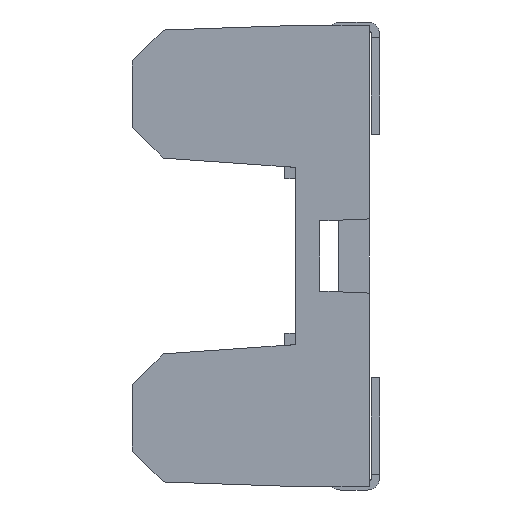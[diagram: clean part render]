
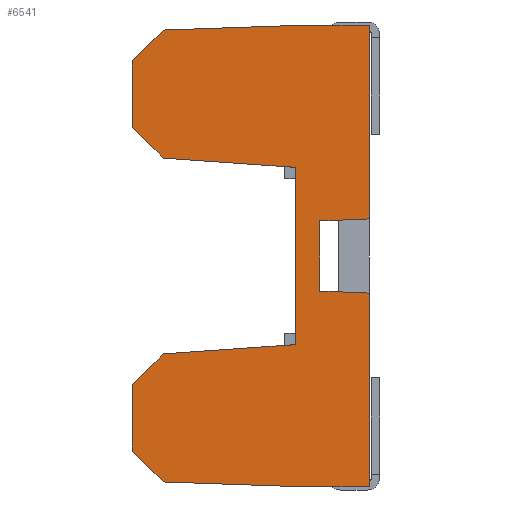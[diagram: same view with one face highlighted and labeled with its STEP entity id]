
A CAD part, left-side view. The second image highlights one B-rep face of the part: STEP entity #6541.
In plain terms, the highlighted planar face has unit normal (-1, 0.026, 0).
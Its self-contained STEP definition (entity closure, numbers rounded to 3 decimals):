
#4 = CARTESIAN_POINT ( 'NONE',  ( -9.506, 3.6, -22.2 ) ) ;
#9 = DIRECTION ( 'NONE',  ( -0.019, -0.707, 0.707 ) ) ;
#35 = LINE ( 'NONE', #3591, #3533 ) ;
#44 = CARTESIAN_POINT ( 'NONE',  ( -9.6, 0., -13. ) ) ;
#367 = VERTEX_POINT ( 'NONE', #1352 ) ;
#382 = VECTOR ( 'NONE', #9, 1000. ) ;
#395 = ORIENTED_EDGE ( 'NONE', *, *, #7006, .T. ) ;
#641 = VECTOR ( 'NONE', #10846, 1000. ) ;
#647 = EDGE_CURVE ( 'NONE', #11444, #3321, #7760, .T. ) ;
#882 = LINE ( 'NONE', #9585, #5454 ) ;
#978 = LINE ( 'NONE', #3733, #3708 ) ;
#979 = CARTESIAN_POINT ( 'NONE',  ( -9.519, 3.1, 0. ) ) ;
#994 = DIRECTION ( 'NONE',  ( 0.019, 0.707, -0.707 ) ) ;
#1049 = VERTEX_POINT ( 'NONE', #3303 ) ;
#1268 = DIRECTION ( 'NONE',  ( -0.026, -0.999, 0.035 ) ) ;
#1322 = VERTEX_POINT ( 'NONE', #4413 ) ;
#1352 = CARTESIAN_POINT ( 'NONE',  ( -9.299, 11.5, -17.448 ) ) ;
#1413 = VERTEX_POINT ( 'NONE', #2468 ) ;
#1527 = VERTEX_POINT ( 'NONE', #8574 ) ;
#1626 = EDGE_LOOP ( 'NONE', ( #1822, #10140, #5622, #8463, #5020, #7421, #4386, #9143, #395, #1890, #4071, #8468, #1984, #10335, #6982, #4338, #1996, #10567 ) ) ;
#1674 = CARTESIAN_POINT ( 'NONE',  ( -9.299, 11.5, -0.2 ) ) ;
#1695 = CARTESIAN_POINT ( 'NONE',  ( -9.299, 11.5, -20.659 ) ) ;
#1697 = EDGE_CURVE ( 'NONE', #1826, #3188, #2290, .T. ) ;
#1750 = EDGE_CURVE ( 'NONE', #3321, #5843, #978, .T. ) ;
#1757 = EDGE_CURVE ( 'NONE', #9007, #1322, #8981, .T. ) ;
#1822 = ORIENTED_EDGE ( 'NONE', *, *, #2248, .T. ) ;
#1826 = VERTEX_POINT ( 'NONE', #3784 ) ;
#1890 = ORIENTED_EDGE ( 'NONE', *, *, #10515, .T. ) ;
#1978 = DIRECTION ( 'NONE',  ( 0., 0., 1. ) ) ;
#1984 = ORIENTED_EDGE ( 'NONE', *, *, #2648, .F. ) ;
#1996 = ORIENTED_EDGE ( 'NONE', *, *, #647, .F. ) ;
#2048 = EDGE_CURVE ( 'NONE', #1527, #1826, #8797, .T. ) ;
#2137 = FACE_OUTER_BOUND ( 'NONE', #1626, .T. ) ;
#2248 = EDGE_CURVE ( 'NONE', #1413, #3051, #35, .T. ) ;
#2290 = LINE ( 'NONE', #4901, #382 ) ;
#2468 = CARTESIAN_POINT ( 'NONE',  ( -9.6, 0., 0. ) ) ;
#2587 = EDGE_CURVE ( 'NONE', #11444, #1413, #10422, .T. ) ;
#2648 = EDGE_CURVE ( 'NONE', #1049, #7980, #3609, .T. ) ;
#2784 = VECTOR ( 'NONE', #10850, 1000. ) ;
#3051 = VERTEX_POINT ( 'NONE', #979 ) ;
#3188 = VERTEX_POINT ( 'NONE', #9492 ) ;
#3276 = CARTESIAN_POINT ( 'NONE',  ( -9.519, 3.1, -22.4 ) ) ;
#3303 = CARTESIAN_POINT ( 'NONE',  ( -9.6, 0., -22.4 ) ) ;
#3311 = CARTESIAN_POINT ( 'NONE',  ( -9.6, 0., -0.2 ) ) ;
#3321 = VERTEX_POINT ( 'NONE', #5286 ) ;
#3533 = VECTOR ( 'NONE', #11197, 1000. ) ;
#3560 = CARTESIAN_POINT ( 'NONE',  ( -9.506, 3.6, -6.9 ) ) ;
#3591 = CARTESIAN_POINT ( 'NONE',  ( -8.943, 25.09, 0. ) ) ;
#3609 = LINE ( 'NONE', #9613, #9317 ) ;
#3619 = LINE ( 'NONE', #4, #641 ) ;
#3708 = VECTOR ( 'NONE', #5418, 1000. ) ;
#3733 = CARTESIAN_POINT ( 'NONE',  ( -9.537, 2.4, -22.2 ) ) ;
#3784 = CARTESIAN_POINT ( 'NONE',  ( -9.299, 11.5, -1.741 ) ) ;
#3955 = CARTESIAN_POINT ( 'NONE',  ( -8.943, 25.09, -0.768 ) ) ;
#4008 = CARTESIAN_POINT ( 'NONE',  ( -9.6, 0., -22.2 ) ) ;
#4071 = ORIENTED_EDGE ( 'NONE', *, *, #10566, .T. ) ;
#4238 = CARTESIAN_POINT ( 'NONE',  ( -8.943, 25.09, -11.955 ) ) ;
#4287 = CARTESIAN_POINT ( 'NONE',  ( -8.943, 25.09, -10.445 ) ) ;
#4338 = ORIENTED_EDGE ( 'NONE', *, *, #1750, .F. ) ;
#4364 = LINE ( 'NONE', #4238, #4711 ) ;
#4386 = ORIENTED_EDGE ( 'NONE', *, *, #9859, .F. ) ;
#4413 = CARTESIAN_POINT ( 'NONE',  ( -9.338, 10., -15.948 ) ) ;
#4438 = VECTOR ( 'NONE', #7699, 1000. ) ;
#4440 = LINE ( 'NONE', #5436, #6454 ) ;
#4462 = LINE ( 'NONE', #9728, #5309 ) ;
#4491 = LINE ( 'NONE', #8012, #5986 ) ;
#4526 = PLANE ( 'NONE',  #10521 ) ;
#4595 = VERTEX_POINT ( 'NONE', #7979 ) ;
#4711 = VECTOR ( 'NONE', #9631, 1000. ) ;
#4783 = CARTESIAN_POINT ( 'NONE',  ( -8.943, 25.09, -5.397 ) ) ;
#4901 = CARTESIAN_POINT ( 'NONE',  ( -9.339, 9.959, -0.2 ) ) ;
#4924 = VECTOR ( 'NONE', #10374, 1000. ) ;
#5020 = ORIENTED_EDGE ( 'NONE', *, *, #6495, .F. ) ;
#5286 = CARTESIAN_POINT ( 'NONE',  ( -9.537, 2.4, -9.5 ) ) ;
#5309 = VECTOR ( 'NONE', #10482, 1000. ) ;
#5418 = DIRECTION ( 'NONE',  ( 0., 0., -1. ) ) ;
#5436 = CARTESIAN_POINT ( 'NONE',  ( -9.339, 9.959, -22.2 ) ) ;
#5454 = VECTOR ( 'NONE', #8709, 1000. ) ;
#5577 = LINE ( 'NONE', #5744, #7204 ) ;
#5622 = ORIENTED_EDGE ( 'NONE', *, *, #1697, .F. ) ;
#5744 = CARTESIAN_POINT ( 'NONE',  ( -9.299, 11.5, -22.2 ) ) ;
#5843 = VERTEX_POINT ( 'NONE', #6081 ) ;
#5879 = LINE ( 'NONE', #4008, #4924 ) ;
#5936 = VECTOR ( 'NONE', #7868, 1000. ) ;
#5986 = VECTOR ( 'NONE', #994, 1000. ) ;
#6081 = CARTESIAN_POINT ( 'NONE',  ( -9.537, 2.4, -12.9 ) ) ;
#6232 = CARTESIAN_POINT ( 'NONE',  ( -9.6, 0., -9.4 ) ) ;
#6436 = EDGE_CURVE ( 'NONE', #8834, #1049, #5879, .T. ) ;
#6445 = VERTEX_POINT ( 'NONE', #9441 ) ;
#6454 = VECTOR ( 'NONE', #7312, 1000. ) ;
#6495 = EDGE_CURVE ( 'NONE', #4595, #1527, #4462, .T. ) ;
#6541 = ADVANCED_FACE ( 'NONE', ( #2137 ), #4526, .T. ) ;
#6982 = ORIENTED_EDGE ( 'NONE', *, *, #7965, .T. ) ;
#7001 = DIRECTION ( 'NONE',  ( 0.026, 1., 0. ) ) ;
#7006 = EDGE_CURVE ( 'NONE', #1322, #367, #4491, .T. ) ;
#7204 = VECTOR ( 'NONE', #9135, 1000. ) ;
#7291 = CARTESIAN_POINT ( 'NONE',  ( -8.943, 25.09, -17.003 ) ) ;
#7312 = DIRECTION ( 'NONE',  ( -0.019, -0.707, -0.707 ) ) ;
#7421 = ORIENTED_EDGE ( 'NONE', *, *, #8292, .F. ) ;
#7469 = LINE ( 'NONE', #3955, #8249 ) ;
#7699 = DIRECTION ( 'NONE',  ( 0., 0., 1. ) ) ;
#7755 = EDGE_CURVE ( 'NONE', #6445, #7980, #882, .T. ) ;
#7760 = LINE ( 'NONE', #4287, #5936 ) ;
#7868 = DIRECTION ( 'NONE',  ( 0.026, 0.999, -0.042 ) ) ;
#7965 = EDGE_CURVE ( 'NONE', #8834, #5843, #4364, .T. ) ;
#7979 = CARTESIAN_POINT ( 'NONE',  ( -9.338, 10., -6.452 ) ) ;
#7980 = VERTEX_POINT ( 'NONE', #3276 ) ;
#8005 = VERTEX_POINT ( 'NONE', #1695 ) ;
#8012 = CARTESIAN_POINT ( 'NONE',  ( -9.174, 16.252, -22.2 ) ) ;
#8096 = DIRECTION ( 'NONE',  ( -1., 0.026, 0. ) ) ;
#8182 = EDGE_CURVE ( 'NONE', #3188, #3051, #7469, .T. ) ;
#8249 = VECTOR ( 'NONE', #1268, 1000. ) ;
#8292 = EDGE_CURVE ( 'NONE', #10348, #4595, #10976, .T. ) ;
#8362 = DIRECTION ( 'NONE',  ( 0.026, 0.997, 0.07 ) ) ;
#8463 = ORIENTED_EDGE ( 'NONE', *, *, #2048, .F. ) ;
#8468 = ORIENTED_EDGE ( 'NONE', *, *, #7755, .T. ) ;
#8574 = CARTESIAN_POINT ( 'NONE',  ( -9.299, 11.5, -4.952 ) ) ;
#8595 = CARTESIAN_POINT ( 'NONE',  ( -9.506, 3.6, -15.5 ) ) ;
#8709 = DIRECTION ( 'NONE',  ( -0.026, -0.999, -0.035 ) ) ;
#8797 = LINE ( 'NONE', #1674, #4438 ) ;
#8834 = VERTEX_POINT ( 'NONE', #44 ) ;
#8981 = LINE ( 'NONE', #7291, #2784 ) ;
#9007 = VERTEX_POINT ( 'NONE', #8595 ) ;
#9135 = DIRECTION ( 'NONE',  ( 0., 0., -1. ) ) ;
#9143 = ORIENTED_EDGE ( 'NONE', *, *, #1757, .T. ) ;
#9317 = VECTOR ( 'NONE', #7001, 1000. ) ;
#9441 = CARTESIAN_POINT ( 'NONE',  ( -9.338, 10., -22.159 ) ) ;
#9492 = CARTESIAN_POINT ( 'NONE',  ( -9.338, 10., -0.241 ) ) ;
#9585 = CARTESIAN_POINT ( 'NONE',  ( -8.943, 25.09, -21.632 ) ) ;
#9613 = CARTESIAN_POINT ( 'NONE',  ( -8.943, 25.09, -22.4 ) ) ;
#9631 = DIRECTION ( 'NONE',  ( 0.026, 0.999, 0.042 ) ) ;
#9728 = CARTESIAN_POINT ( 'NONE',  ( -9.174, 16.252, -0.2 ) ) ;
#9859 = EDGE_CURVE ( 'NONE', #9007, #10348, #3619, .T. ) ;
#10140 = ORIENTED_EDGE ( 'NONE', *, *, #8182, .F. ) ;
#10335 = ORIENTED_EDGE ( 'NONE', *, *, #6436, .F. ) ;
#10348 = VERTEX_POINT ( 'NONE', #3560 ) ;
#10374 = DIRECTION ( 'NONE',  ( 0., 0., -1. ) ) ;
#10422 = LINE ( 'NONE', #3311, #10791 ) ;
#10482 = DIRECTION ( 'NONE',  ( 0.019, 0.707, 0.707 ) ) ;
#10515 = EDGE_CURVE ( 'NONE', #367, #8005, #5577, .T. ) ;
#10521 = AXIS2_PLACEMENT_3D ( 'NONE', #10834, #8096, #1978 ) ;
#10566 = EDGE_CURVE ( 'NONE', #8005, #6445, #4440, .T. ) ;
#10567 = ORIENTED_EDGE ( 'NONE', *, *, #2587, .T. ) ;
#10791 = VECTOR ( 'NONE', #11351, 1000. ) ;
#10834 = CARTESIAN_POINT ( 'NONE',  ( -9.296, 11.602, 0. ) ) ;
#10846 = DIRECTION ( 'NONE',  ( 0., 0., 1. ) ) ;
#10850 = DIRECTION ( 'NONE',  ( 0.026, 0.997, -0.07 ) ) ;
#10976 = LINE ( 'NONE', #4783, #11029 ) ;
#11029 = VECTOR ( 'NONE', #8362, 1000. ) ;
#11197 = DIRECTION ( 'NONE',  ( 0.026, 1., 0. ) ) ;
#11351 = DIRECTION ( 'NONE',  ( 0., 0., 1. ) ) ;
#11444 = VERTEX_POINT ( 'NONE', #6232 ) ;
